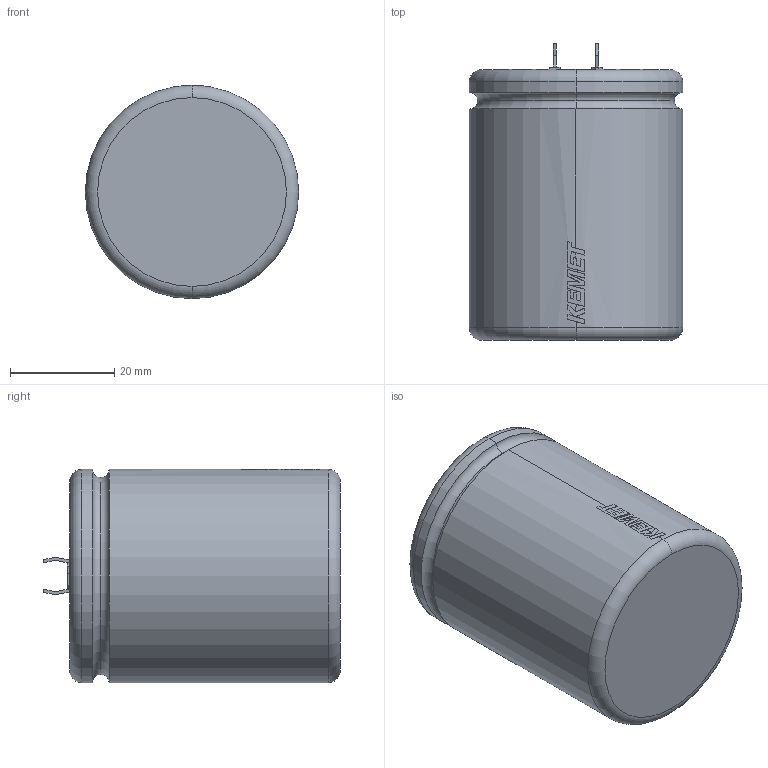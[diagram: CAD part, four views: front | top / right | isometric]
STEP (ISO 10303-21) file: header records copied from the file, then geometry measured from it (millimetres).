
FILE_DESCRIPTION (( 'STEP AP214' ), '1' );
FILE_NAME ('CARS_K3P_40X50_D41L52S10LL5F2.1.STEP', '2020-07-21T19:14:36', ( '' ), ( '' ), 'SwSTEP 2.0', 'SolidWorks 2014', '' );
FILE_SCHEMA (( 'AUTOMOTIVE_DESIGN' ));
Length unit declared in the file: millimetre
Products named in the file (1): CARS_K3P_40X50_D41L52S10LL5F2.1
Bounding box: 41 x 56.99 x 41 mm (x, y, z)
Volume: 67868.8 mm3; surface area: 9320.6 mm2
Topology: 1 solids, 1 shells, 115 faces, 315 edges, 204 vertices
Faces by surface type: plane 61, bspline 31, cylinder 15, torus 8
Entity records: 4038 total; most frequent: CARTESIAN_POINT 1183, ORIENTED_EDGE 630, DIRECTION 378, EDGE_CURVE 315, VERTEX_POINT 204, LINE 160, VECTOR 160, B_SPLINE_CURVE_WITH_KNOTS 131
